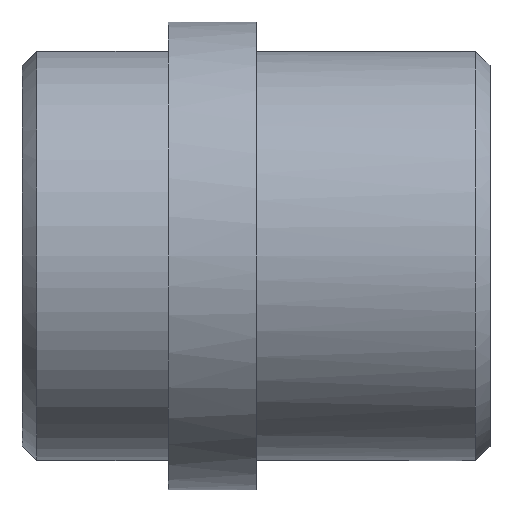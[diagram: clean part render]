
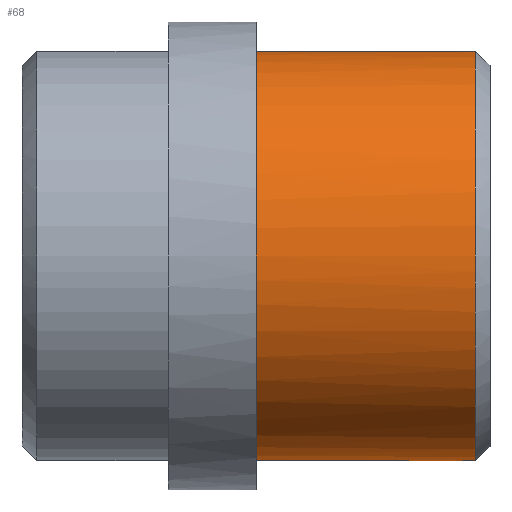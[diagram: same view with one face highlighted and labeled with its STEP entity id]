
A CAD part, front view. The second image highlights one B-rep face of the part: STEP entity #68.
In plain terms, the highlighted face is a revolution surface.
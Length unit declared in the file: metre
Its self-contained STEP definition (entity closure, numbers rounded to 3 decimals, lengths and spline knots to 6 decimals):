
#68=ADVANCED_FACE('',(#182,#183),#184,.T.);
#103=EDGE_CURVE('',#241,#242,#243,.T.);
#105=EDGE_CURVE('',#242,#241,#245,.T.);
#107=EDGE_CURVE('',#247,#248,#249,.T.);
#109=EDGE_CURVE('',#248,#247,#251,.T.);
#182=FACE_OUTER_BOUND('',#341,.T.);
#183=FACE_OUTER_BOUND('',#342,.T.);
#184=SURFACE_OF_REVOLUTION('',#343,#344);
#241=VERTEX_POINT('',#420);
#242=VERTEX_POINT('',#421);
#243=B_SPLINE_CURVE_WITH_KNOTS('',2,(#422,#423,#424,#425,#426,#427,#428,#429,#430,#431,#432,#433,#434,#435,#436,#437,#438,#439,#440,#441,#442,#443,#444,#445,#446,#447,#448,#449,#450,#451,#452,#453,#454),.UNSPECIFIED.,.F.,.F.,(3,2,2,2,2,2,2,2,2,2,2,2,2,2,2,2,3),(0.0,0.0625,0.125,0.1875,0.25,0.3125,0.375,0.4375,0.5,0.5625,0.625,0.6875,0.75,0.8125,0.875,0.9375,1.0),.UNSPECIFIED.);
#245=B_SPLINE_CURVE_WITH_KNOTS('',2,(#457,#458,#459,#460,#461,#462,#463,#464,#465,#466,#467,#468,#469,#470,#471,#472,#473,#474,#475,#476,#477,#478,#479,#480,#481,#482,#483,#484,#485,#486,#487,#488,#489),.UNSPECIFIED.,.F.,.F.,(3,2,2,2,2,2,2,2,2,2,2,2,2,2,2,2,3),(0.0,0.0625,0.125,0.1875,0.25,0.3125,0.375,0.4375,0.5,0.5625,0.625,0.6875,0.75,0.8125,0.875,0.9375,1.0),.UNSPECIFIED.);
#247=VERTEX_POINT('',#492);
#248=VERTEX_POINT('',#493);
#249=(B_SPLINE_CURVE(3,(#495,#496,#497,#498),.UNSPECIFIED.,.F.,.F.)B_SPLINE_CURVE_WITH_KNOTS((4,4),(0.0,1.0),.UNSPECIFIED.)RATIONAL_B_SPLINE_CURVE((1.0,0.333,0.333,1.0))BOUNDED_CURVE()REPRESENTATION_ITEM('')GEOMETRIC_REPRESENTATION_ITEM()CURVE());
#251=(B_SPLINE_CURVE(3,(#508,#509,#510,#511),.UNSPECIFIED.,.F.,.F.)B_SPLINE_CURVE_WITH_KNOTS((4,4),(0.0,1.0),.UNSPECIFIED.)RATIONAL_B_SPLINE_CURVE((1.0,0.333,0.333,1.0))BOUNDED_CURVE()REPRESENTATION_ITEM('')GEOMETRIC_REPRESENTATION_ITEM()CURVE());
#341=EDGE_LOOP('',(#1030,#1031));
#342=EDGE_LOOP('',(#1032,#1033));
#343=B_SPLINE_CURVE_WITH_KNOTS('',1,(#1034,#1035),.UNSPECIFIED.,.F.,.F.,(2,2),(0.0,1.0),.UNSPECIFIED.);
#344=AXIS1_PLACEMENT('',#1036,#1037);
#420=CARTESIAN_POINT('',(0.0,0.014,0.0));
#421=CARTESIAN_POINT('',(0.0,-0.014,0.));
#422=CARTESIAN_POINT('',(0.0,0.014,0.0));
#423=CARTESIAN_POINT('',(0.0,0.014,-0.001379));
#424=CARTESIAN_POINT('',(0.0,0.013731,-0.002731));
#425=CARTESIAN_POINT('',(0.0,0.013462,-0.004083));
#426=CARTESIAN_POINT('',(0.0,0.012934,-0.005358));
#427=CARTESIAN_POINT('',(0.0,0.012407,-0.006631));
#428=CARTESIAN_POINT('',(0.0,0.011641,-0.007778));
#429=CARTESIAN_POINT('',(0.0,0.010875,-0.008924));
#430=CARTESIAN_POINT('',(0.0,0.009899,-0.009899));
#431=CARTESIAN_POINT('',(0.0,0.008925,-0.010874));
#432=CARTESIAN_POINT('',(0.0,0.007778,-0.011641));
#433=CARTESIAN_POINT('',(0.0,0.006632,-0.012406));
#434=CARTESIAN_POINT('',(0.0,0.005358,-0.012934));
#435=CARTESIAN_POINT('',(0.0,0.004084,-0.013462));
#436=CARTESIAN_POINT('',(0.0,0.002731,-0.013731));
#437=CARTESIAN_POINT('',(0.0,0.001379,-0.014));
#438=CARTESIAN_POINT('',(0.0,0.,-0.014));
#439=CARTESIAN_POINT('',(0.0,-0.001378,-0.014));
#440=CARTESIAN_POINT('',(0.0,-0.002731,-0.013731));
#441=CARTESIAN_POINT('',(0.0,-0.004083,-0.013462));
#442=CARTESIAN_POINT('',(0.0,-0.005358,-0.012934));
#443=CARTESIAN_POINT('',(0.0,-0.006631,-0.012407));
#444=CARTESIAN_POINT('',(0.0,-0.007778,-0.011641));
#445=CARTESIAN_POINT('',(0.0,-0.008924,-0.010875));
#446=CARTESIAN_POINT('',(0.0,-0.009899,-0.009899));
#447=CARTESIAN_POINT('',(0.0,-0.010874,-0.008925));
#448=CARTESIAN_POINT('',(0.0,-0.011641,-0.007778));
#449=CARTESIAN_POINT('',(0.0,-0.012406,-0.006632));
#450=CARTESIAN_POINT('',(0.0,-0.012934,-0.005358));
#451=CARTESIAN_POINT('',(0.0,-0.013462,-0.004084));
#452=CARTESIAN_POINT('',(0.0,-0.013731,-0.002731));
#453=CARTESIAN_POINT('',(0.0,-0.014,-0.001379));
#454=CARTESIAN_POINT('',(0.0,-0.014,0.0));
#457=CARTESIAN_POINT('',(0.0,-0.014,0.0));
#458=CARTESIAN_POINT('',(0.0,-0.014,0.001379));
#459=CARTESIAN_POINT('',(0.0,-0.013731,0.002731));
#460=CARTESIAN_POINT('',(0.0,-0.013462,0.004083));
#461=CARTESIAN_POINT('',(0.0,-0.012934,0.005358));
#462=CARTESIAN_POINT('',(0.0,-0.012407,0.006631));
#463=CARTESIAN_POINT('',(0.0,-0.011641,0.007778));
#464=CARTESIAN_POINT('',(0.0,-0.010875,0.008924));
#465=CARTESIAN_POINT('',(0.0,-0.009899,0.009899));
#466=CARTESIAN_POINT('',(0.0,-0.008925,0.010874));
#467=CARTESIAN_POINT('',(0.0,-0.007778,0.011641));
#468=CARTESIAN_POINT('',(0.0,-0.006632,0.012406));
#469=CARTESIAN_POINT('',(0.0,-0.005358,0.012934));
#470=CARTESIAN_POINT('',(0.0,-0.004084,0.013462));
#471=CARTESIAN_POINT('',(0.0,-0.002731,0.013731));
#472=CARTESIAN_POINT('',(0.0,-0.001379,0.014));
#473=CARTESIAN_POINT('',(0.0,0.,0.014));
#474=CARTESIAN_POINT('',(0.0,0.001378,0.014));
#475=CARTESIAN_POINT('',(0.0,0.002731,0.013731));
#476=CARTESIAN_POINT('',(0.0,0.004083,0.013462));
#477=CARTESIAN_POINT('',(0.0,0.005358,0.012934));
#478=CARTESIAN_POINT('',(0.0,0.006631,0.012407));
#479=CARTESIAN_POINT('',(0.0,0.007778,0.011641));
#480=CARTESIAN_POINT('',(0.0,0.008924,0.010875));
#481=CARTESIAN_POINT('',(0.0,0.009899,0.009899));
#482=CARTESIAN_POINT('',(0.0,0.010874,0.008925));
#483=CARTESIAN_POINT('',(0.0,0.011641,0.007778));
#484=CARTESIAN_POINT('',(0.0,0.012406,0.006632));
#485=CARTESIAN_POINT('',(0.0,0.012934,0.005358));
#486=CARTESIAN_POINT('',(0.0,0.013462,0.004084));
#487=CARTESIAN_POINT('',(0.0,0.013731,0.002731));
#488=CARTESIAN_POINT('',(0.0,0.014,0.001379));
#489=CARTESIAN_POINT('',(0.0,0.014,0.0));
#492=CARTESIAN_POINT('',(0.015,-0.014,0.));
#493=CARTESIAN_POINT('',(0.015,0.014,0.0));
#495=CARTESIAN_POINT('',(0.015,-0.014,0.));
#496=CARTESIAN_POINT('',(0.015,-0.014,0.028));
#497=CARTESIAN_POINT('',(0.015,0.014,0.028));
#498=CARTESIAN_POINT('',(0.015,0.014,0.0));
#508=CARTESIAN_POINT('',(0.015,0.014,0.0));
#509=CARTESIAN_POINT('',(0.015,0.014,-0.028));
#510=CARTESIAN_POINT('',(0.015,-0.014,-0.028));
#511=CARTESIAN_POINT('',(0.015,-0.014,0.));
#1030=ORIENTED_EDGE('',*,*,#103,.F.);
#1031=ORIENTED_EDGE('',*,*,#105,.F.);
#1032=ORIENTED_EDGE('',*,*,#107,.T.);
#1033=ORIENTED_EDGE('',*,*,#109,.T.);
#1034=CARTESIAN_POINT('',(0.0,0.014,0.0));
#1035=CARTESIAN_POINT('',(0.015,0.014,0.0));
#1036=CARTESIAN_POINT('',(0.0075,0.0,0.0));
#1037=DIRECTION('',(1.0,-0.0,-0.0));
